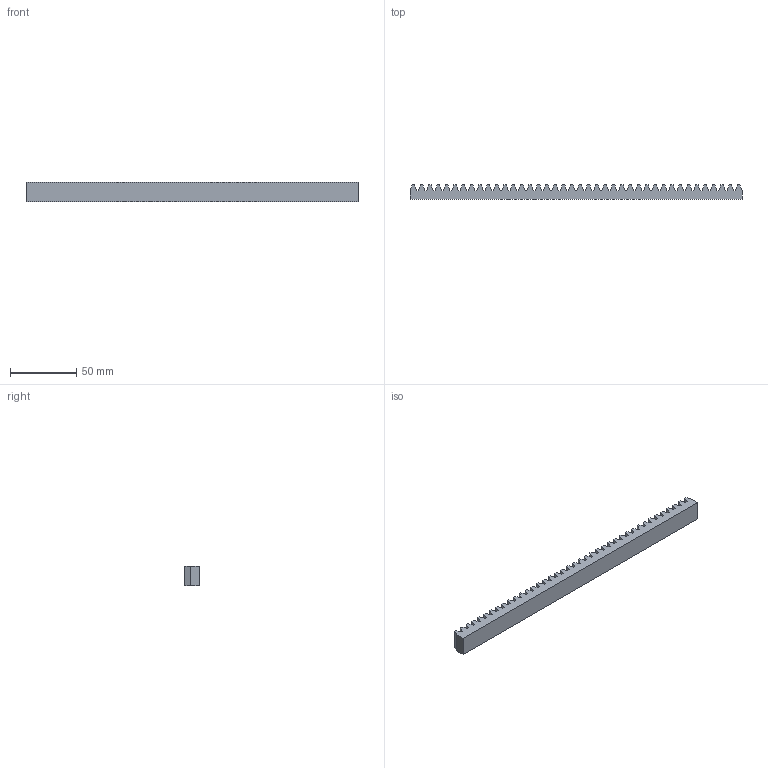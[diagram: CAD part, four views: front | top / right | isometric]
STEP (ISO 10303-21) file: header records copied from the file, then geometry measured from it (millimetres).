
FILE_DESCRIPTION(/* description */ ('STEP AP203'),/* implementation_level */ '2;1');
FILE_NAME(/* name */ '28660100',/* time_stamp */ '2024-05-23T13:27:18+02:00',/* author */ ('License CC BY-ND 4.0'),/* organization */ ('CADENAS'),/* preprocessor_version */ 'ST-DEVELOPER v19.3',/* originating_system */ 'PARTsolutions',/* authorisation */ ' ');
FILE_SCHEMA (('CONFIG_CONTROL_DESIGN'));
Length unit declared in the file: millimetre
Products named in the file (1): 28660100
Bounding box: 250 x 11 x 15 mm (x, y, z)
Volume: 33348.7 mm3; surface area: 15922.7 mm2
Topology: 1 solids, 1 shells, 164 faces, 486 edges, 324 vertices
Faces by surface type: plane 164
Entity records: 5400 total; most frequent: CARTESIAN_POINT 975, ORIENTED_EDGE 972, DIRECTION 816, EDGE_CURVE 486, LINE 486, VECTOR 486, VERTEX_POINT 324, AXIS2_PLACEMENT_3D 165
